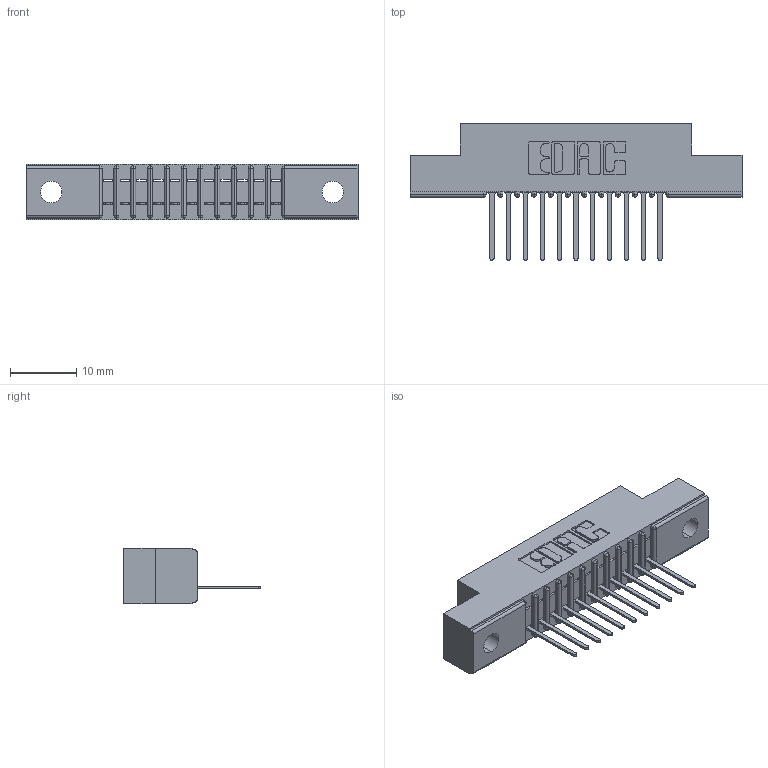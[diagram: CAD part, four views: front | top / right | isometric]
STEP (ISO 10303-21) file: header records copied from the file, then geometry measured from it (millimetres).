
FILE_DESCRIPTION (( 'STEP AP203' ), '1' );
FILE_NAME ('391-011-522-102.STEP', '2018-08-08T16:16:58', ( '' ), ( '' ), 'SwSTEP 2.0', 'SolidWorks 2016', '' );
FILE_SCHEMA (( 'CONFIG_CONTROL_DESIGN' ));
Length unit declared in the file: inch
Products named in the file (3): 341 Part_.128 (3.25) Dia Mounting Holes; 341-292-001_341-292-122; 391-011-522-102
Assembly tree (12 placements, depth 2):
  391-011-522-102
    341 Part_.128 (3.25) Dia Mounting Holes
    341-292-001_341-292-122  x11
Bounding box: 50.16 x 20.62 x 8.38 mm (x, y, z)
Volume: 2782.2 mm3; surface area: 4449.3 mm2
Topology: 12 solids, 12 shells, 1018 faces, 2923 edges, 1878 vertices
Faces by surface type: plane 629, cylinder 345, sphere 24, torus 20
Entity records: 17092 total; most frequent: CARTESIAN_POINT 2890, ORIENTED_EDGE 2878, DIRECTION 2815, EDGE_CURVE 1439, VECTOR 1129, LINE 1129, VERTEX_POINT 918, AXIS2_PLACEMENT_3D 843
